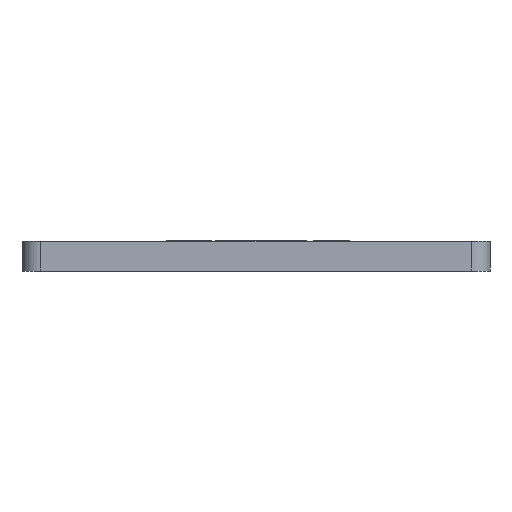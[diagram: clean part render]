
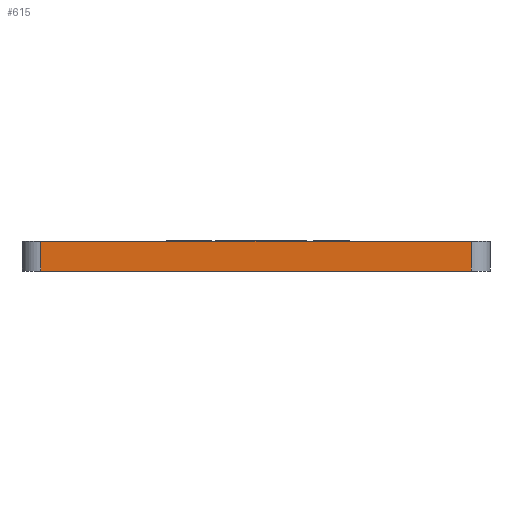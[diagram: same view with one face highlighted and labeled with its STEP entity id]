
A CAD part, front view. The second image highlights one B-rep face of the part: STEP entity #615.
In plain terms, the highlighted planar face has unit normal (0, -1, 0).
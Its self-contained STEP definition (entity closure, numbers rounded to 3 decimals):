
#63 = VERTEX_POINT('',#64);
#64 = CARTESIAN_POINT('',(-11.5,-51.,1.6));
#71 = EDGE_CURVE('',#72,#63,#74,.T.);
#72 = VERTEX_POINT('',#73);
#73 = CARTESIAN_POINT('',(-11.5,-51.,0.));
#74 = LINE('',#75,#76);
#75 = CARTESIAN_POINT('',(-11.5,-51.,0.));
#76 = VECTOR('',#77,1.);
#77 = DIRECTION('',(0.,0.,1.));
#155 = VERTEX_POINT('',#156);
#156 = CARTESIAN_POINT('',(11.5,-51.,0.));
#163 = EDGE_CURVE('',#155,#72,#164,.T.);
#164 = LINE('',#165,#166);
#165 = CARTESIAN_POINT('',(11.5,-51.,0.));
#166 = VECTOR('',#167,1.);
#167 = DIRECTION('',(-1.,0.,0.));
#217 = VERTEX_POINT('',#218);
#218 = CARTESIAN_POINT('',(11.5,-51.,1.6));
#225 = EDGE_CURVE('',#217,#63,#226,.T.);
#226 = LINE('',#227,#228);
#227 = CARTESIAN_POINT('',(11.5,-51.,1.6));
#228 = VECTOR('',#229,1.);
#229 = DIRECTION('',(-1.,0.,0.));
#615 = ADVANCED_FACE('',(#616),#627,.T.);
#616 = FACE_BOUND('',#617,.T.);
#617 = EDGE_LOOP('',(#618,#624,#625,#626));
#618 = ORIENTED_EDGE('',*,*,#619,.T.);
#619 = EDGE_CURVE('',#155,#217,#620,.T.);
#620 = LINE('',#621,#622);
#621 = CARTESIAN_POINT('',(11.5,-51.,0.));
#622 = VECTOR('',#623,1.);
#623 = DIRECTION('',(0.,0.,1.));
#624 = ORIENTED_EDGE('',*,*,#225,.T.);
#625 = ORIENTED_EDGE('',*,*,#71,.F.);
#626 = ORIENTED_EDGE('',*,*,#163,.F.);
#627 = PLANE('',#628);
#628 = AXIS2_PLACEMENT_3D('',#629,#630,#631);
#629 = CARTESIAN_POINT('',(11.5,-51.,0.));
#630 = DIRECTION('',(0.,-1.,0.));
#631 = DIRECTION('',(-1.,0.,0.));
